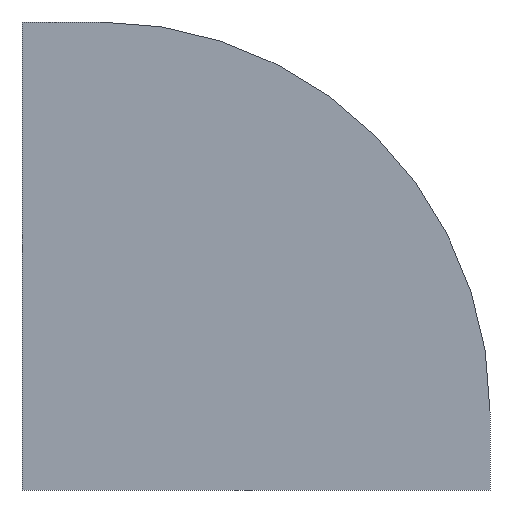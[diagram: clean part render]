
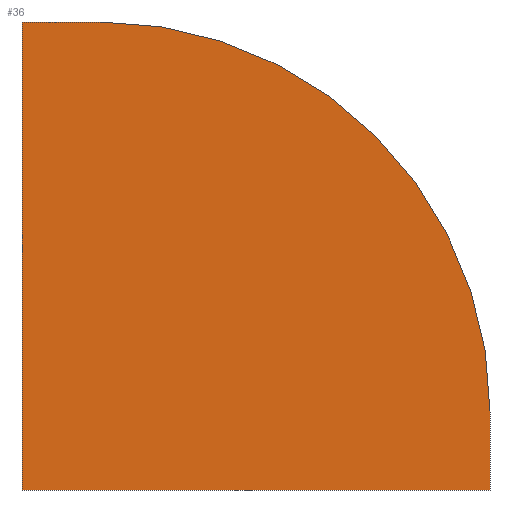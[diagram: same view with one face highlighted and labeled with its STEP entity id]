
A CAD part, left-side view. The second image highlights one B-rep face of the part: STEP entity #36.
In plain terms, the highlighted planar face has unit normal (-1, 0, 0).
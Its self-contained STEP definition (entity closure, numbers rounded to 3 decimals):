
#36=ADVANCED_FACE('',(#70),#71,.T.);
#70=FACE_OUTER_BOUND('',#99,.T.);
#71=PLANE('',#100);
#99=EDGE_LOOP('',(#133,#134,#135,#136,#137));
#100=AXIS2_PLACEMENT_3D('',#138,#139,#140);
#133=ORIENTED_EDGE('',*,*,#185,.T.);
#134=ORIENTED_EDGE('',*,*,#186,.T.);
#135=ORIENTED_EDGE('',*,*,#187,.T.);
#136=ORIENTED_EDGE('',*,*,#188,.T.);
#137=ORIENTED_EDGE('',*,*,#181,.F.);
#138=CARTESIAN_POINT('',(0.0,0.,0.));
#139=DIRECTION('',(-1.0,0.,0.));
#140=DIRECTION('',(0.,0.0,1.0));
#181=EDGE_CURVE('',#209,#210,#211,.T.);
#185=EDGE_CURVE('',#209,#215,#216,.T.);
#186=EDGE_CURVE('',#215,#217,#218,.T.);
#187=EDGE_CURVE('',#217,#219,#220,.T.);
#188=EDGE_CURVE('',#219,#210,#221,.T.);
#209=VERTEX_POINT('',#246);
#210=VERTEX_POINT('',#247);
#211=LINE('',#248,#249);
#215=VERTEX_POINT('',#255);
#216=LINE('',#256,#257);
#217=VERTEX_POINT('',#258);
#218=CIRCLE('',#259,37.5);
#219=VERTEX_POINT('',#260);
#220=LINE('',#261,#262);
#221=LINE('',#263,#264);
#246=CARTESIAN_POINT('',(0.0,-22.5,-22.5));
#247=CARTESIAN_POINT('',(0.0,22.5,-22.5));
#248=CARTESIAN_POINT('',(0.0,-22.5,-22.5));
#249=VECTOR('',#283,45.0);
#255=CARTESIAN_POINT('',(0.0,-22.5,-15.));
#256=CARTESIAN_POINT('',(0.0,-22.5,-22.5));
#257=VECTOR('',#286,7.5);
#258=CARTESIAN_POINT('',(0.0,15.,22.5));
#259=AXIS2_PLACEMENT_3D('',#287,#288,#289);
#260=CARTESIAN_POINT('',(0.0,22.5,22.5));
#261=CARTESIAN_POINT('',(0.0,15.,22.5));
#262=VECTOR('',#290,7.5);
#263=CARTESIAN_POINT('',(0.0,22.5,22.5));
#264=VECTOR('',#291,45.0);
#283=DIRECTION('',(0.0,1.0,0.));
#286=DIRECTION('',(0.,0.,1.0));
#287=CARTESIAN_POINT('',(0.0,15.,-15.));
#288=DIRECTION('',(-1.0,0.,0.));
#289=DIRECTION('',(0.,-1.0,0.));
#290=DIRECTION('',(0.0,1.0,0.));
#291=DIRECTION('',(0.,0.,-1.0));
